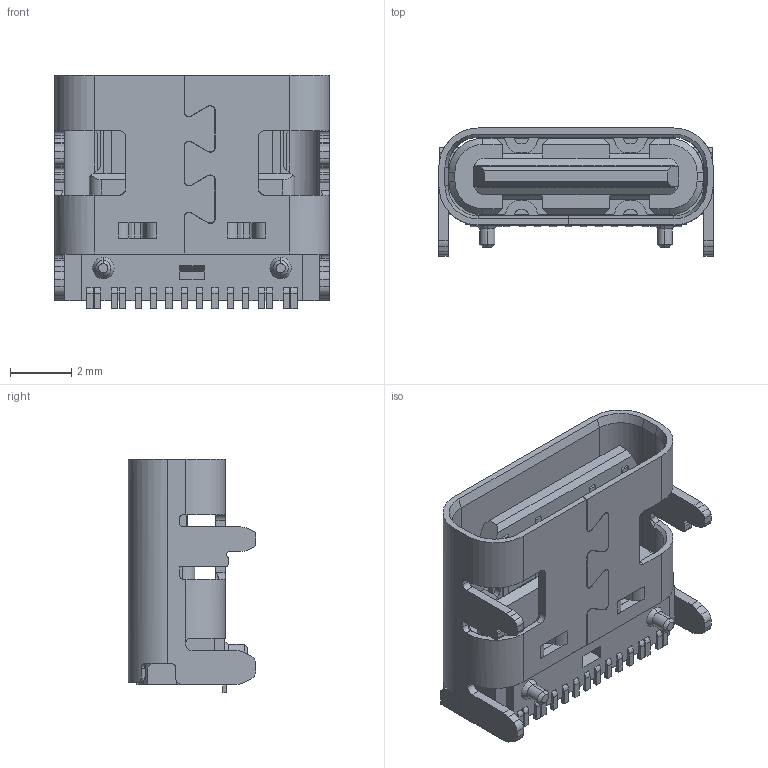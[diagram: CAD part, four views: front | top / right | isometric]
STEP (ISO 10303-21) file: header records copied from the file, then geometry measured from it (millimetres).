
FILE_DESCRIPTION (( 'STEP AP214' ), '1' );
FILE_NAME ('10155435-00011LF.STEP', '2023-05-11T09:36:59', ( '' ), ( '' ), 'SwSTEP 2.0', 'SolidWorks 2017', '' );
FILE_SCHEMA (( 'AUTOMOTIVE_DESIGN' ));
Length unit declared in the file: millimetre
Products named in the file (1): 10155435-00011LF
Bounding box: 8.94 x 4.16 x 7.6 mm (x, y, z)
Volume: 113.9 mm3; surface area: 478 mm2
Topology: 1 solids, 1 shells, 691 faces, 2025 edges, 1303 vertices
Faces by surface type: plane 486, cylinder 172, cone 27, bspline 6
Entity records: 23364 total; most frequent: CARTESIAN_POINT 4995, ORIENTED_EDGE 4050, DIRECTION 3585, EDGE_CURVE 2025, LINE 1521, VECTOR 1521, VERTEX_POINT 1303, AXIS2_PLACEMENT_3D 1032
